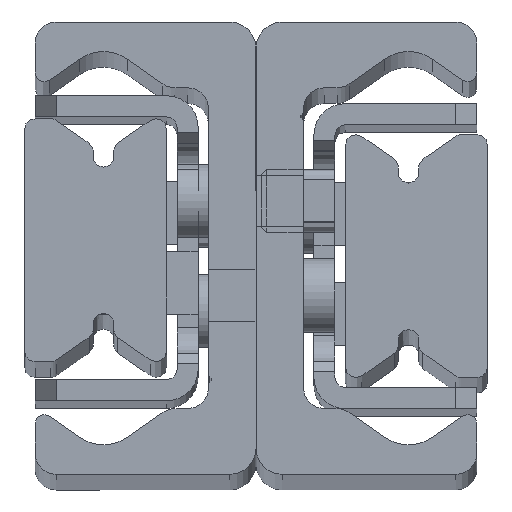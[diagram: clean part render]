
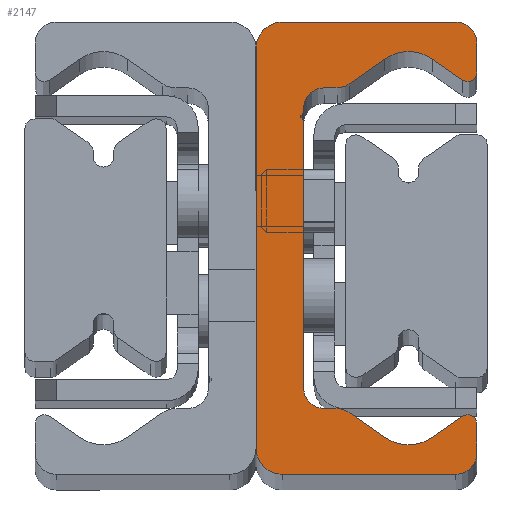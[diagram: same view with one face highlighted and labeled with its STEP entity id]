
A CAD part, top view. The second image highlights one B-rep face of the part: STEP entity #2147.
In plain terms, the highlighted planar face has unit normal (0, 0, 1).
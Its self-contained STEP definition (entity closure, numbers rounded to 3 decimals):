
#1093=CARTESIAN_POINT('',(2.499,0.,850.0));
#1094=VERTEX_POINT('',#1093);
#1095=CARTESIAN_POINT('',(-0.001,2.5,850.0));
#1096=VERTEX_POINT('',#1095);
#1097=CARTESIAN_POINT('',(2.499,2.5,850.0));
#1098=DIRECTION('',(0.0,0.0,-1.0));
#1099=DIRECTION('',(-1.0,0.0,0.0));
#1100=AXIS2_PLACEMENT_3D('',#1097,#1098,#1099);
#1101=CIRCLE('',#1100,2.5);
#1102=EDGE_CURVE('',#1094,#1096,#1101,.T.);
#1135=CARTESIAN_POINT('',(-0.001,40.5,850.0));
#1136=VERTEX_POINT('',#1135);
#1137=CARTESIAN_POINT('',(-0.001,2.5,850.0));
#1138=DIRECTION('',(0.0,1.0,0.0));
#1139=VECTOR('',#1138,38.0);
#1140=LINE('',#1137,#1139);
#1141=EDGE_CURVE('',#1096,#1136,#1140,.T.);
#1211=CARTESIAN_POINT('',(2.499,43.0,850.0));
#1212=VERTEX_POINT('',#1211);
#1213=CARTESIAN_POINT('',(2.499,40.5,850.0));
#1214=DIRECTION('',(0.0,0.0,-1.0));
#1215=DIRECTION('',(0.0,1.0,0.0));
#1216=AXIS2_PLACEMENT_3D('',#1213,#1214,#1215);
#1217=CIRCLE('',#1216,2.5);
#1218=EDGE_CURVE('',#1136,#1212,#1217,.T.);
#1244=CARTESIAN_POINT('',(18.999,43.,850.0));
#1245=VERTEX_POINT('',#1244);
#1246=CARTESIAN_POINT('',(2.499,43.0,850.0));
#1247=DIRECTION('',(1.0,0.0,0.0));
#1248=VECTOR('',#1247,16.5);
#1249=LINE('',#1246,#1248);
#1250=EDGE_CURVE('',#1212,#1245,#1249,.T.);
#1275=CARTESIAN_POINT('',(20.999,41.,850.0));
#1276=VERTEX_POINT('',#1275);
#1277=CARTESIAN_POINT('',(18.999,41.,850.0));
#1278=DIRECTION('',(0.0,0.0,-1.0));
#1279=DIRECTION('',(1.0,0.0,0.0));
#1280=AXIS2_PLACEMENT_3D('',#1277,#1278,#1279);
#1281=CIRCLE('',#1280,2.0);
#1282=EDGE_CURVE('',#1245,#1276,#1281,.T.);
#1308=CARTESIAN_POINT('',(20.999,38.15,850.0));
#1309=VERTEX_POINT('',#1308);
#1310=CARTESIAN_POINT('',(20.999,41.,850.0));
#1311=DIRECTION('',(0.0,-1.0,0.0));
#1312=VECTOR('',#1311,2.85);
#1313=LINE('',#1310,#1312);
#1314=EDGE_CURVE('',#1276,#1309,#1313,.T.);
#1339=CARTESIAN_POINT('',(19.662,37.453,850.0));
#1340=VERTEX_POINT('',#1339);
#1341=CARTESIAN_POINT('',(20.149,38.15,850.0));
#1342=DIRECTION('',(0.0,0.0,-1.));
#1343=DIRECTION('',(-0.574,-0.819,0.0));
#1344=AXIS2_PLACEMENT_3D('',#1341,#1342,#1343);
#1345=CIRCLE('',#1344,0.85);
#1346=EDGE_CURVE('',#1309,#1340,#1345,.T.);
#1372=CARTESIAN_POINT('',(16.794,39.462,850.0));
#1373=VERTEX_POINT('',#1372);
#1374=CARTESIAN_POINT('',(19.662,37.453,850.0));
#1375=DIRECTION('',(-0.819,0.574,0.0));
#1376=VECTOR('',#1375,3.501);
#1377=LINE('',#1374,#1376);
#1378=EDGE_CURVE('',#1340,#1373,#1377,.T.);
#1403=CARTESIAN_POINT('',(12.205,39.462,850.0));
#1404=VERTEX_POINT('',#1403);
#1405=CARTESIAN_POINT('',(14.499,36.185,850.0));
#1406=DIRECTION('',(0.0,0.0,1.0));
#1407=DIRECTION('',(-0.574,-0.819,0.0));
#1408=AXIS2_PLACEMENT_3D('',#1405,#1406,#1407);
#1409=CIRCLE('',#1408,4.0);
#1410=EDGE_CURVE('',#1373,#1404,#1409,.T.);
#1436=CARTESIAN_POINT('',(8.849,37.112,850.0));
#1437=VERTEX_POINT('',#1436);
#1438=CARTESIAN_POINT('',(12.205,39.462,850.0));
#1439=DIRECTION('',(-0.819,-0.574,0.0));
#1440=VECTOR('',#1439,4.097);
#1441=LINE('',#1438,#1440);
#1442=EDGE_CURVE('',#1404,#1437,#1441,.T.);
#1467=CARTESIAN_POINT('',(7.702,36.75,850.0));
#1468=VERTEX_POINT('',#1467);
#1469=CARTESIAN_POINT('',(7.702,38.75,850.0));
#1470=DIRECTION('',(0.0,0.0,-1.0));
#1471=DIRECTION('',(0.0,-1.0,0.0));
#1472=AXIS2_PLACEMENT_3D('',#1469,#1470,#1471);
#1473=CIRCLE('',#1472,2.0);
#1474=EDGE_CURVE('',#1437,#1468,#1473,.T.);
#1500=CARTESIAN_POINT('',(6.499,36.75,850.0));
#1501=VERTEX_POINT('',#1500);
#1502=CARTESIAN_POINT('',(7.702,36.75,850.0));
#1503=DIRECTION('',(-1.0,0.0,0.0));
#1504=VECTOR('',#1503,1.203);
#1505=LINE('',#1502,#1504);
#1506=EDGE_CURVE('',#1468,#1501,#1505,.T.);
#1531=CARTESIAN_POINT('',(4.499,34.75,850.0));
#1532=VERTEX_POINT('',#1531);
#1533=CARTESIAN_POINT('',(6.499,34.75,850.0));
#1534=DIRECTION('',(0.0,0.0,1.0));
#1535=DIRECTION('',(0.0,-1.0,0.0));
#1536=AXIS2_PLACEMENT_3D('',#1533,#1534,#1535);
#1537=CIRCLE('',#1536,2.0);
#1538=EDGE_CURVE('',#1501,#1532,#1537,.T.);
#1564=CARTESIAN_POINT('',(4.499,34.361,850.0));
#1565=VERTEX_POINT('',#1564);
#1566=CARTESIAN_POINT('',(4.499,34.75,850.0));
#1567=DIRECTION('',(0.0,-1.0,0.0));
#1568=VECTOR('',#1567,0.389);
#1569=LINE('',#1566,#1568);
#1570=EDGE_CURVE('',#1532,#1565,#1569,.T.);
#1595=CARTESIAN_POINT('',(4.411,34.234,850.0));
#1596=VERTEX_POINT('',#1595);
#1597=CARTESIAN_POINT('',(4.363,34.361,850.0));
#1598=DIRECTION('',(0.0,0.0,-1.0));
#1599=DIRECTION('',(0.353,-0.936,0.0));
#1600=AXIS2_PLACEMENT_3D('',#1597,#1598,#1599);
#1601=CIRCLE('',#1600,0.136);
#1602=EDGE_CURVE('',#1565,#1596,#1601,.T.);
#1628=CARTESIAN_POINT('',(4.422,33.762,850.0));
#1629=VERTEX_POINT('',#1628);
#1630=CARTESIAN_POINT('',(4.499,34.0,850.0));
#1631=DIRECTION('',(0.0,0.0,1.));
#1632=DIRECTION('',(0.353,-0.936,0.0));
#1633=AXIS2_PLACEMENT_3D('',#1630,#1631,#1632);
#1634=CIRCLE('',#1633,0.25);
#1635=EDGE_CURVE('',#1596,#1629,#1634,.T.);
#1661=CARTESIAN_POINT('',(4.499,33.656,850.0));
#1662=VERTEX_POINT('',#1661);
#1663=CARTESIAN_POINT('',(4.387,33.656,850.0));
#1664=DIRECTION('',(0.0,0.0,-1.0));
#1665=DIRECTION('',(1.0,0.0,0.0));
#1666=AXIS2_PLACEMENT_3D('',#1663,#1664,#1665);
#1667=CIRCLE('',#1666,0.112);
#1668=EDGE_CURVE('',#1629,#1662,#1667,.T.);
#1694=CARTESIAN_POINT('',(4.499,8.25,850.0));
#1695=VERTEX_POINT('',#1694);
#1696=CARTESIAN_POINT('',(4.499,33.656,850.0));
#1697=DIRECTION('',(0.0,-1.0,0.0));
#1698=VECTOR('',#1697,25.406);
#1699=LINE('',#1696,#1698);
#1700=EDGE_CURVE('',#1662,#1695,#1699,.T.);
#1770=CARTESIAN_POINT('',(6.499,6.25,850.0));
#1771=VERTEX_POINT('',#1770);
#1772=CARTESIAN_POINT('',(6.499,8.25,850.0));
#1773=DIRECTION('',(0.0,0.0,1.0));
#1774=DIRECTION('',(1.0,0.0,0.0));
#1775=AXIS2_PLACEMENT_3D('',#1772,#1773,#1774);
#1776=CIRCLE('',#1775,2.0);
#1777=EDGE_CURVE('',#1695,#1771,#1776,.T.);
#1803=CARTESIAN_POINT('',(7.702,6.25,850.0));
#1804=VERTEX_POINT('',#1803);
#1805=CARTESIAN_POINT('',(6.499,6.25,850.0));
#1806=DIRECTION('',(1.0,0.0,0.0));
#1807=VECTOR('',#1806,1.203);
#1808=LINE('',#1805,#1807);
#1809=EDGE_CURVE('',#1771,#1804,#1808,.T.);
#1834=CARTESIAN_POINT('',(8.849,5.888,850.0));
#1835=VERTEX_POINT('',#1834);
#1836=CARTESIAN_POINT('',(7.702,4.25,850.0));
#1837=DIRECTION('',(0.0,0.0,-1.));
#1838=DIRECTION('',(0.574,0.819,0.0));
#1839=AXIS2_PLACEMENT_3D('',#1836,#1837,#1838);
#1840=CIRCLE('',#1839,2.0);
#1841=EDGE_CURVE('',#1804,#1835,#1840,.T.);
#1867=CARTESIAN_POINT('',(12.205,3.538,850.0));
#1868=VERTEX_POINT('',#1867);
#1869=CARTESIAN_POINT('',(8.849,5.888,850.0));
#1870=DIRECTION('',(0.819,-0.574,0.0));
#1871=VECTOR('',#1870,4.097);
#1872=LINE('',#1869,#1871);
#1873=EDGE_CURVE('',#1835,#1868,#1872,.T.);
#1898=CARTESIAN_POINT('',(16.794,3.538,850.0));
#1899=VERTEX_POINT('',#1898);
#1900=CARTESIAN_POINT('',(14.499,6.815,850.0));
#1901=DIRECTION('',(0.0,0.0,1.0));
#1902=DIRECTION('',(0.574,0.819,0.0));
#1903=AXIS2_PLACEMENT_3D('',#1900,#1901,#1902);
#1904=CIRCLE('',#1903,4.0);
#1905=EDGE_CURVE('',#1868,#1899,#1904,.T.);
#1931=CARTESIAN_POINT('',(19.662,5.547,850.0));
#1932=VERTEX_POINT('',#1931);
#1933=CARTESIAN_POINT('',(16.794,3.538,850.0));
#1934=DIRECTION('',(0.819,0.574,0.0));
#1935=VECTOR('',#1934,3.501);
#1936=LINE('',#1933,#1935);
#1937=EDGE_CURVE('',#1899,#1932,#1936,.T.);
#1962=CARTESIAN_POINT('',(20.999,4.85,850.0));
#1963=VERTEX_POINT('',#1962);
#1964=CARTESIAN_POINT('',(20.149,4.85,850.0));
#1965=DIRECTION('',(0.0,0.0,-1.0));
#1966=DIRECTION('',(1.0,0.0,0.0));
#1967=AXIS2_PLACEMENT_3D('',#1964,#1965,#1966);
#1968=CIRCLE('',#1967,0.85);
#1969=EDGE_CURVE('',#1932,#1963,#1968,.T.);
#1995=CARTESIAN_POINT('',(20.999,2.,850.0));
#1996=VERTEX_POINT('',#1995);
#1997=CARTESIAN_POINT('',(20.999,4.85,850.0));
#1998=DIRECTION('',(0.0,-1.0,0.0));
#1999=VECTOR('',#1998,2.85);
#2000=LINE('',#1997,#1999);
#2001=EDGE_CURVE('',#1963,#1996,#2000,.T.);
#2026=CARTESIAN_POINT('',(18.999,0.,850.0));
#2027=VERTEX_POINT('',#2026);
#2028=CARTESIAN_POINT('',(18.999,2.,850.0));
#2029=DIRECTION('',(0.0,0.0,-1.0));
#2030=DIRECTION('',(0.0,-1.0,0.0));
#2031=AXIS2_PLACEMENT_3D('',#2028,#2029,#2030);
#2032=CIRCLE('',#2031,2.0);
#2033=EDGE_CURVE('',#1996,#2027,#2032,.T.);
#2059=CARTESIAN_POINT('',(18.999,0.,850.0));
#2060=DIRECTION('',(-1.0,0.0,0.0));
#2061=VECTOR('',#2060,16.5);
#2062=LINE('',#2059,#2061);
#2063=EDGE_CURVE('',#2027,#1094,#2062,.T.);
#2112=CARTESIAN_POINT('',(7.822,21.517,850.0));
#2113=DIRECTION('',(0.0,0.0,1.0));
#2114=DIRECTION('',(1.0,0.0,0.0));
#2115=AXIS2_PLACEMENT_3D('',#2112,#2113,#2114);
#2116=PLANE('',#2115);
#2117=ORIENTED_EDGE('',*,*,#1102,.F.);
#2118=ORIENTED_EDGE('',*,*,#2063,.F.);
#2119=ORIENTED_EDGE('',*,*,#2033,.F.);
#2120=ORIENTED_EDGE('',*,*,#2001,.F.);
#2121=ORIENTED_EDGE('',*,*,#1969,.F.);
#2122=ORIENTED_EDGE('',*,*,#1937,.F.);
#2123=ORIENTED_EDGE('',*,*,#1905,.F.);
#2124=ORIENTED_EDGE('',*,*,#1873,.F.);
#2125=ORIENTED_EDGE('',*,*,#1841,.F.);
#2126=ORIENTED_EDGE('',*,*,#1809,.F.);
#2127=ORIENTED_EDGE('',*,*,#1777,.F.);
#2128=ORIENTED_EDGE('',*,*,#1700,.F.);
#2129=ORIENTED_EDGE('',*,*,#1668,.F.);
#2130=ORIENTED_EDGE('',*,*,#1635,.F.);
#2131=ORIENTED_EDGE('',*,*,#1602,.F.);
#2132=ORIENTED_EDGE('',*,*,#1570,.F.);
#2133=ORIENTED_EDGE('',*,*,#1538,.F.);
#2134=ORIENTED_EDGE('',*,*,#1506,.F.);
#2135=ORIENTED_EDGE('',*,*,#1474,.F.);
#2136=ORIENTED_EDGE('',*,*,#1442,.F.);
#2137=ORIENTED_EDGE('',*,*,#1410,.F.);
#2138=ORIENTED_EDGE('',*,*,#1378,.F.);
#2139=ORIENTED_EDGE('',*,*,#1346,.F.);
#2140=ORIENTED_EDGE('',*,*,#1314,.F.);
#2141=ORIENTED_EDGE('',*,*,#1282,.F.);
#2142=ORIENTED_EDGE('',*,*,#1250,.F.);
#2143=ORIENTED_EDGE('',*,*,#1218,.F.);
#2144=ORIENTED_EDGE('',*,*,#1141,.F.);
#2145=EDGE_LOOP('',(#2117,#2118,#2119,#2120,#2121,#2122,#2123,#2124,#2125,#2126,#2127,#2128,#2129,#2130,#2131,#2132,#2133,#2134,#2135,#2136,#2137,#2138,#2139,#2140,#2141,#2142,#2143,#2144));
#2146=FACE_OUTER_BOUND('',#2145,.T.);
#2147=ADVANCED_FACE('',(#2146),#2116,.T.);
